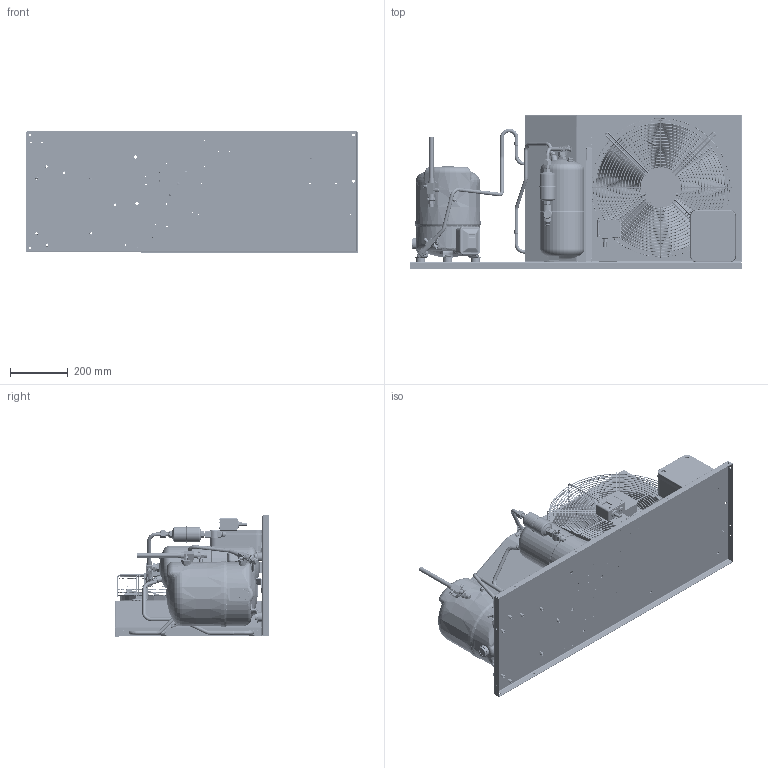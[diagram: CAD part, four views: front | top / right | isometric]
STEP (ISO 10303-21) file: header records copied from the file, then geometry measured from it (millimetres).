
FILE_DESCRIPTION((''),'2;1');
FILE_NAME('115F0233_ASM','2023-04-04T11:16:09',('U375483'),('DANFOSS COMMERCIAL COMPRESSOR'),'CREO PARAMETRIC BY PTC INC, 2022124','CREO PARAMETRIC BY PTC INC, 2022124','');
FILE_SCHEMA(('CONFIG_CONTROL_DESIGN'));
Length unit declared in the file: millimetre
Products named in the file (58): 193U3024; 193U5076; 193U3024_ASM; MT18-28-1VM; 6804502V09; 6804501V06_; 191U124407P01; 193U5105; 191U124407P01_ASM; 191U124407P02; 191U124407P00_ASM; 021Z0643; BOSS-EXTRUDE12B; BOSS-EXTRUDE8; 119-8254_FAN_MOTOR_ASM; REVOLVE1_1B; CIRPATTERN7_2_B; REVOLVE1_10_B; REVOLVE1_7_B; REVOLVE1_9_B; REVOLVE1_3_B; REVOLVE1_12_B; CIRPATTERN8_3_B; CIRPATTERN8_1_B; CIRPATTERN7_1_B; SWEEP1-221179B; REVOLVE1_8_B; SWEEP3B; REVOLVE1_14_B; CIRPATTERN9B; CIRPATTERN7_3_B; REVOLVE1_5_B; REVOLVE1_4_B; REVOLVE1_13_B; REVOLVE1_11_B; REVOLVE1_15_B; REVOLVE1_6_B; REVOLVE1_2_B; REVOLVE1_16_B; CIRPATTERN8_2_B ...
Assembly tree (69 placements, depth 4):
  115F0233_ASM
    193U3024_ASM
      193U3024
      193U5076  x8
    MT18-28-1VM
    6804502V09
    6804501V06_  x2
    191U124407P00_ASM
      191U124407P01_ASM
        191U124407P01
        193U5105  x5
      191U124407P02
    021Z0643
    119-8254_ASM
      119-8254_FAN_MOTOR_ASM
        BOSS-EXTRUDE12B
        BOSS-EXTRUDE8
      119-8254_FAN_GRILL_ASM
        REVOLVE1_1B
        CIRPATTERN7_2_B
        REVOLVE1_10_B
        REVOLVE1_7_B
        REVOLVE1_9_B
        REVOLVE1_3_B
        REVOLVE1_12_B
        CIRPATTERN8_3_B
        CIRPATTERN8_1_B
        CIRPATTERN7_1_B
        SWEEP1-221179B
        REVOLVE1_8_B
        SWEEP3B
        REVOLVE1_14_B
        CIRPATTERN9B
        CIRPATTERN7_3_B
        REVOLVE1_5_B
        REVOLVE1_4_B
        REVOLVE1_13_B
        REVOLVE1_11_B
        REVOLVE1_15_B
        REVOLVE1_6_B
        REVOLVE1_2_B
        REVOLVE1_16_B
        CIRPATTERN8_2_B
      119-8254_FAN_BLADE
    193U3033
    191U032007
    060-105667
    060-509466
    191U161426
    118U601008
    191U165525_ASM
      LOFT-THIN1
      _PORCA_FORJADA_1-2_-_FIL-170001
    023Z8041
    014L0075
    191U1503
    191U163428_ASM
      191U163428
Bounding box: 1151.5 x 537 x 422.5 mm (x, y, z)
Volume: 8859258.1 mm3; surface area: 4862387.9 mm2
Topology: 64 solids, 89 shells, 4303 faces, 10844 edges, 6733 vertices
Faces by surface type: cylinder 1576, plane 1292, torus 475, cone 382, bspline 320, extrusion 168, sphere 90
Entity records: 138507 total; most frequent: CARTESIAN_POINT 47369, ORIENTED_EDGE 18879, DIRECTION 18870, EDGE_CURVE 9485, AXIS2_PLACEMENT_3D 7433, VERTEX_POINT 5900, EDGE_LOOP 4264, VECTOR 4004
